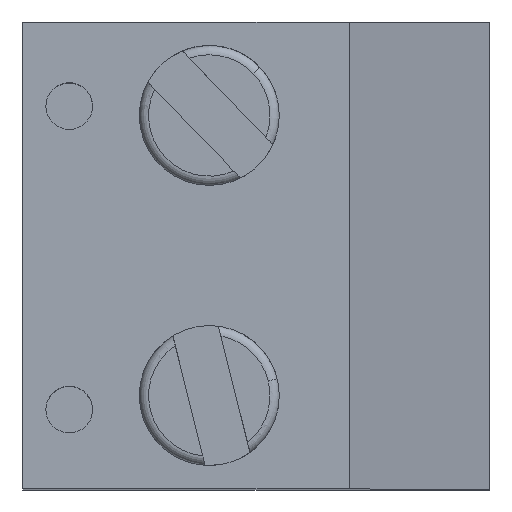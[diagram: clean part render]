
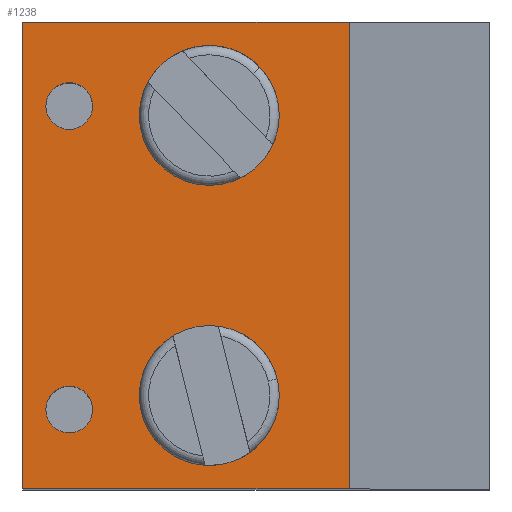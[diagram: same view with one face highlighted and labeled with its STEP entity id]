
A CAD part, top view. The second image highlights one B-rep face of the part: STEP entity #1238.
In plain terms, the highlighted planar face has unit normal (0, 0, 1).
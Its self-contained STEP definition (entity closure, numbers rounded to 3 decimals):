
#500 = PLANE('',#501);
#501 = AXIS2_PLACEMENT_3D('',#502,#503,#504);
#502 = CARTESIAN_POINT('',(4.655,0.,6.13));
#503 = DIRECTION('',(-0.,-1.,-0.));
#504 = DIRECTION('',(0.,0.,-1.));
#556 = PLANE('',#557);
#557 = AXIS2_PLACEMENT_3D('',#558,#559,#560);
#558 = CARTESIAN_POINT('',(4.655,10.,6.13));
#559 = DIRECTION('',(0.,1.,0.));
#560 = DIRECTION('',(1.,0.,0.));
#582 = PLANE('',#583);
#583 = AXIS2_PLACEMENT_3D('',#584,#585,#586);
#584 = CARTESIAN_POINT('',(10.,0.,8.));
#585 = DIRECTION('',(0.857,0.,0.515));
#586 = DIRECTION('',(-0.515,0.,0.857));
#723 = VERTEX_POINT('',#724);
#724 = CARTESIAN_POINT('',(6.996,0.,13.));
#745 = EDGE_CURVE('',#746,#723,#748,.T.);
#746 = VERTEX_POINT('',#747);
#747 = CARTESIAN_POINT('',(0.,0.,13.));
#748 = SURFACE_CURVE('',#749,(#753,#760),.PCURVE_S1.);
#749 = LINE('',#750,#751);
#750 = CARTESIAN_POINT('',(0.,0.,13.));
#751 = VECTOR('',#752,1.);
#752 = DIRECTION('',(1.,0.,0.));
#753 = PCURVE('',#500,#754);
#754 = DEFINITIONAL_REPRESENTATION('',(#755),#759);
#755 = LINE('',#756,#757);
#756 = CARTESIAN_POINT('',(-6.87,-4.655));
#757 = VECTOR('',#758,1.);
#758 = DIRECTION('',(0.,1.));
#759 = ( GEOMETRIC_REPRESENTATION_CONTEXT(2) 
PARAMETRIC_REPRESENTATION_CONTEXT() REPRESENTATION_CONTEXT('2D SPACE',''
  ) );
#760 = PCURVE('',#761,#766);
#761 = PLANE('',#762);
#762 = AXIS2_PLACEMENT_3D('',#763,#764,#765);
#763 = CARTESIAN_POINT('',(0.,0.,13.));
#764 = DIRECTION('',(0.,0.,1.));
#765 = DIRECTION('',(1.,0.,0.));
#766 = DEFINITIONAL_REPRESENTATION('',(#767),#771);
#767 = LINE('',#768,#769);
#768 = CARTESIAN_POINT('',(0.,0.));
#769 = VECTOR('',#770,1.);
#770 = DIRECTION('',(1.,0.));
#771 = ( GEOMETRIC_REPRESENTATION_CONTEXT(2) 
PARAMETRIC_REPRESENTATION_CONTEXT() REPRESENTATION_CONTEXT('2D SPACE',''
  ) );
#789 = PLANE('',#790);
#790 = AXIS2_PLACEMENT_3D('',#791,#792,#793);
#791 = CARTESIAN_POINT('',(0.,0.,0.));
#792 = DIRECTION('',(1.,0.,0.));
#793 = DIRECTION('',(0.,0.,1.));
#947 = VERTEX_POINT('',#948);
#948 = CARTESIAN_POINT('',(6.996,10.,13.));
#969 = EDGE_CURVE('',#723,#947,#970,.T.);
#970 = SURFACE_CURVE('',#971,(#975,#981),.PCURVE_S1.);
#971 = LINE('',#972,#973);
#972 = CARTESIAN_POINT('',(6.996,0.,13.));
#973 = VECTOR('',#974,1.);
#974 = DIRECTION('',(0.,1.,0.));
#975 = PCURVE('',#582,#976);
#976 = DEFINITIONAL_REPRESENTATION('',(#977),#980);
#977 = B_SPLINE_CURVE_WITH_KNOTS('',1,(#978,#979),.UNSPECIFIED.,.F.,.F.,
  (2,2),(-1.,11.),.PIECEWISE_BEZIER_KNOTS.);
#978 = CARTESIAN_POINT('',(5.833,1.));
#979 = CARTESIAN_POINT('',(5.833,-11.));
#980 = ( GEOMETRIC_REPRESENTATION_CONTEXT(2) 
PARAMETRIC_REPRESENTATION_CONTEXT() REPRESENTATION_CONTEXT('2D SPACE',''
  ) );
#981 = PCURVE('',#761,#982);
#982 = DEFINITIONAL_REPRESENTATION('',(#983),#986);
#983 = B_SPLINE_CURVE_WITH_KNOTS('',1,(#984,#985),.UNSPECIFIED.,.F.,.F.,
  (2,2),(-1.,11.),.PIECEWISE_BEZIER_KNOTS.);
#984 = CARTESIAN_POINT('',(6.996,-1.));
#985 = CARTESIAN_POINT('',(6.996,11.));
#986 = ( GEOMETRIC_REPRESENTATION_CONTEXT(2) 
PARAMETRIC_REPRESENTATION_CONTEXT() REPRESENTATION_CONTEXT('2D SPACE',''
  ) );
#993 = VERTEX_POINT('',#994);
#994 = CARTESIAN_POINT('',(0.,10.,13.));
#1015 = EDGE_CURVE('',#993,#947,#1016,.T.);
#1016 = SURFACE_CURVE('',#1017,(#1021,#1028),.PCURVE_S1.);
#1017 = LINE('',#1018,#1019);
#1018 = CARTESIAN_POINT('',(0.,10.,13.));
#1019 = VECTOR('',#1020,1.);
#1020 = DIRECTION('',(1.,0.,0.));
#1021 = PCURVE('',#556,#1022);
#1022 = DEFINITIONAL_REPRESENTATION('',(#1023),#1027);
#1023 = LINE('',#1024,#1025);
#1024 = CARTESIAN_POINT('',(-4.655,-6.87));
#1025 = VECTOR('',#1026,1.);
#1026 = DIRECTION('',(1.,0.));
#1027 = ( GEOMETRIC_REPRESENTATION_CONTEXT(2) 
PARAMETRIC_REPRESENTATION_CONTEXT() REPRESENTATION_CONTEXT('2D SPACE',''
  ) );
#1028 = PCURVE('',#761,#1029);
#1029 = DEFINITIONAL_REPRESENTATION('',(#1030),#1034);
#1030 = LINE('',#1031,#1032);
#1031 = CARTESIAN_POINT('',(0.,10.));
#1032 = VECTOR('',#1033,1.);
#1033 = DIRECTION('',(1.,0.));
#1034 = ( GEOMETRIC_REPRESENTATION_CONTEXT(2) 
PARAMETRIC_REPRESENTATION_CONTEXT() REPRESENTATION_CONTEXT('2D SPACE',''
  ) );
#1238 = ADVANCED_FACE('',(#1239,#1265,#1296,#1327,#1358),#761,.T.);
#1239 = FACE_BOUND('',#1240,.T.);
#1240 = EDGE_LOOP('',(#1241,#1242,#1263,#1264));
#1241 = ORIENTED_EDGE('',*,*,#1015,.F.);
#1242 = ORIENTED_EDGE('',*,*,#1243,.F.);
#1243 = EDGE_CURVE('',#746,#993,#1244,.T.);
#1244 = SURFACE_CURVE('',#1245,(#1249,#1256),.PCURVE_S1.);
#1245 = LINE('',#1246,#1247);
#1246 = CARTESIAN_POINT('',(0.,0.,13.));
#1247 = VECTOR('',#1248,1.);
#1248 = DIRECTION('',(0.,1.,0.));
#1249 = PCURVE('',#761,#1250);
#1250 = DEFINITIONAL_REPRESENTATION('',(#1251),#1255);
#1251 = LINE('',#1252,#1253);
#1252 = CARTESIAN_POINT('',(0.,0.));
#1253 = VECTOR('',#1254,1.);
#1254 = DIRECTION('',(0.,1.));
#1255 = ( GEOMETRIC_REPRESENTATION_CONTEXT(2) 
PARAMETRIC_REPRESENTATION_CONTEXT() REPRESENTATION_CONTEXT('2D SPACE',''
  ) );
#1256 = PCURVE('',#789,#1257);
#1257 = DEFINITIONAL_REPRESENTATION('',(#1258),#1262);
#1258 = LINE('',#1259,#1260);
#1259 = CARTESIAN_POINT('',(13.,0.));
#1260 = VECTOR('',#1261,1.);
#1261 = DIRECTION('',(0.,-1.));
#1262 = ( GEOMETRIC_REPRESENTATION_CONTEXT(2) 
PARAMETRIC_REPRESENTATION_CONTEXT() REPRESENTATION_CONTEXT('2D SPACE',''
  ) );
#1263 = ORIENTED_EDGE('',*,*,#745,.T.);
#1264 = ORIENTED_EDGE('',*,*,#969,.T.);
#1265 = FACE_BOUND('',#1266,.T.);
#1266 = EDGE_LOOP('',(#1267));
#1267 = ORIENTED_EDGE('',*,*,#1268,.F.);
#1268 = EDGE_CURVE('',#1269,#1269,#1271,.T.);
#1269 = VERTEX_POINT('',#1270);
#1270 = CARTESIAN_POINT('',(1.5,1.7,13.));
#1271 = SURFACE_CURVE('',#1272,(#1277,#1284),.PCURVE_S1.);
#1272 = CIRCLE('',#1273,0.5);
#1273 = AXIS2_PLACEMENT_3D('',#1274,#1275,#1276);
#1274 = CARTESIAN_POINT('',(1.,1.7,13.));
#1275 = DIRECTION('',(0.,0.,1.));
#1276 = DIRECTION('',(1.,0.,0.));
#1277 = PCURVE('',#761,#1278);
#1278 = DEFINITIONAL_REPRESENTATION('',(#1279),#1283);
#1279 = CIRCLE('',#1280,0.5);
#1280 = AXIS2_PLACEMENT_2D('',#1281,#1282);
#1281 = CARTESIAN_POINT('',(1.,1.7));
#1282 = DIRECTION('',(1.,0.));
#1283 = ( GEOMETRIC_REPRESENTATION_CONTEXT(2) 
PARAMETRIC_REPRESENTATION_CONTEXT() REPRESENTATION_CONTEXT('2D SPACE',''
  ) );
#1284 = PCURVE('',#1285,#1290);
#1285 = CYLINDRICAL_SURFACE('',#1286,0.5);
#1286 = AXIS2_PLACEMENT_3D('',#1287,#1288,#1289);
#1287 = CARTESIAN_POINT('',(1.,1.7,8.7));
#1288 = DIRECTION('',(0.,0.,1.));
#1289 = DIRECTION('',(1.,0.,0.));
#1290 = DEFINITIONAL_REPRESENTATION('',(#1291),#1295);
#1291 = LINE('',#1292,#1293);
#1292 = CARTESIAN_POINT('',(0.,4.3));
#1293 = VECTOR('',#1294,1.);
#1294 = DIRECTION('',(1.,0.));
#1295 = ( GEOMETRIC_REPRESENTATION_CONTEXT(2) 
PARAMETRIC_REPRESENTATION_CONTEXT() REPRESENTATION_CONTEXT('2D SPACE',''
  ) );
#1296 = FACE_BOUND('',#1297,.T.);
#1297 = EDGE_LOOP('',(#1298));
#1298 = ORIENTED_EDGE('',*,*,#1299,.F.);
#1299 = EDGE_CURVE('',#1300,#1300,#1302,.T.);
#1300 = VERTEX_POINT('',#1301);
#1301 = CARTESIAN_POINT('',(1.5,8.2,13.));
#1302 = SURFACE_CURVE('',#1303,(#1308,#1315),.PCURVE_S1.);
#1303 = CIRCLE('',#1304,0.5);
#1304 = AXIS2_PLACEMENT_3D('',#1305,#1306,#1307);
#1305 = CARTESIAN_POINT('',(1.,8.2,13.));
#1306 = DIRECTION('',(0.,0.,1.));
#1307 = DIRECTION('',(1.,0.,0.));
#1308 = PCURVE('',#761,#1309);
#1309 = DEFINITIONAL_REPRESENTATION('',(#1310),#1314);
#1310 = CIRCLE('',#1311,0.5);
#1311 = AXIS2_PLACEMENT_2D('',#1312,#1313);
#1312 = CARTESIAN_POINT('',(1.,8.2));
#1313 = DIRECTION('',(1.,0.));
#1314 = ( GEOMETRIC_REPRESENTATION_CONTEXT(2) 
PARAMETRIC_REPRESENTATION_CONTEXT() REPRESENTATION_CONTEXT('2D SPACE',''
  ) );
#1315 = PCURVE('',#1316,#1321);
#1316 = CYLINDRICAL_SURFACE('',#1317,0.5);
#1317 = AXIS2_PLACEMENT_3D('',#1318,#1319,#1320);
#1318 = CARTESIAN_POINT('',(1.,8.2,8.7));
#1319 = DIRECTION('',(0.,0.,1.));
#1320 = DIRECTION('',(1.,0.,0.));
#1321 = DEFINITIONAL_REPRESENTATION('',(#1322),#1326);
#1322 = LINE('',#1323,#1324);
#1323 = CARTESIAN_POINT('',(0.,4.3));
#1324 = VECTOR('',#1325,1.);
#1325 = DIRECTION('',(1.,0.));
#1326 = ( GEOMETRIC_REPRESENTATION_CONTEXT(2) 
PARAMETRIC_REPRESENTATION_CONTEXT() REPRESENTATION_CONTEXT('2D SPACE',''
  ) );
#1327 = FACE_BOUND('',#1328,.T.);
#1328 = EDGE_LOOP('',(#1329));
#1329 = ORIENTED_EDGE('',*,*,#1330,.F.);
#1330 = EDGE_CURVE('',#1331,#1331,#1333,.T.);
#1331 = VERTEX_POINT('',#1332);
#1332 = CARTESIAN_POINT('',(5.5,8.,13.));
#1333 = SURFACE_CURVE('',#1334,(#1339,#1346),.PCURVE_S1.);
#1334 = CIRCLE('',#1335,1.5);
#1335 = AXIS2_PLACEMENT_3D('',#1336,#1337,#1338);
#1336 = CARTESIAN_POINT('',(4.,8.,13.));
#1337 = DIRECTION('',(0.,0.,1.));
#1338 = DIRECTION('',(1.,0.,0.));
#1339 = PCURVE('',#761,#1340);
#1340 = DEFINITIONAL_REPRESENTATION('',(#1341),#1345);
#1341 = CIRCLE('',#1342,1.5);
#1342 = AXIS2_PLACEMENT_2D('',#1343,#1344);
#1343 = CARTESIAN_POINT('',(4.,8.));
#1344 = DIRECTION('',(1.,0.));
#1345 = ( GEOMETRIC_REPRESENTATION_CONTEXT(2) 
PARAMETRIC_REPRESENTATION_CONTEXT() REPRESENTATION_CONTEXT('2D SPACE',''
  ) );
#1346 = PCURVE('',#1347,#1352);
#1347 = CYLINDRICAL_SURFACE('',#1348,1.5);
#1348 = AXIS2_PLACEMENT_3D('',#1349,#1350,#1351);
#1349 = CARTESIAN_POINT('',(4.,8.,8.));
#1350 = DIRECTION('',(0.,0.,1.));
#1351 = DIRECTION('',(1.,0.,0.));
#1352 = DEFINITIONAL_REPRESENTATION('',(#1353),#1357);
#1353 = LINE('',#1354,#1355);
#1354 = CARTESIAN_POINT('',(0.,5.));
#1355 = VECTOR('',#1356,1.);
#1356 = DIRECTION('',(1.,0.));
#1357 = ( GEOMETRIC_REPRESENTATION_CONTEXT(2) 
PARAMETRIC_REPRESENTATION_CONTEXT() REPRESENTATION_CONTEXT('2D SPACE',''
  ) );
#1358 = FACE_BOUND('',#1359,.T.);
#1359 = EDGE_LOOP('',(#1360));
#1360 = ORIENTED_EDGE('',*,*,#1361,.F.);
#1361 = EDGE_CURVE('',#1362,#1362,#1364,.T.);
#1362 = VERTEX_POINT('',#1363);
#1363 = CARTESIAN_POINT('',(5.5,2.,13.));
#1364 = SURFACE_CURVE('',#1365,(#1370,#1377),.PCURVE_S1.);
#1365 = CIRCLE('',#1366,1.5);
#1366 = AXIS2_PLACEMENT_3D('',#1367,#1368,#1369);
#1367 = CARTESIAN_POINT('',(4.,2.,13.));
#1368 = DIRECTION('',(0.,0.,1.));
#1369 = DIRECTION('',(1.,0.,0.));
#1370 = PCURVE('',#761,#1371);
#1371 = DEFINITIONAL_REPRESENTATION('',(#1372),#1376);
#1372 = CIRCLE('',#1373,1.5);
#1373 = AXIS2_PLACEMENT_2D('',#1374,#1375);
#1374 = CARTESIAN_POINT('',(4.,2.));
#1375 = DIRECTION('',(1.,0.));
#1376 = ( GEOMETRIC_REPRESENTATION_CONTEXT(2) 
PARAMETRIC_REPRESENTATION_CONTEXT() REPRESENTATION_CONTEXT('2D SPACE',''
  ) );
#1377 = PCURVE('',#1378,#1383);
#1378 = CYLINDRICAL_SURFACE('',#1379,1.5);
#1379 = AXIS2_PLACEMENT_3D('',#1380,#1381,#1382);
#1380 = CARTESIAN_POINT('',(4.,2.,8.));
#1381 = DIRECTION('',(0.,0.,1.));
#1382 = DIRECTION('',(1.,0.,0.));
#1383 = DEFINITIONAL_REPRESENTATION('',(#1384),#1388);
#1384 = LINE('',#1385,#1386);
#1385 = CARTESIAN_POINT('',(0.,5.));
#1386 = VECTOR('',#1387,1.);
#1387 = DIRECTION('',(1.,0.));
#1388 = ( GEOMETRIC_REPRESENTATION_CONTEXT(2) 
PARAMETRIC_REPRESENTATION_CONTEXT() REPRESENTATION_CONTEXT('2D SPACE',''
  ) );
